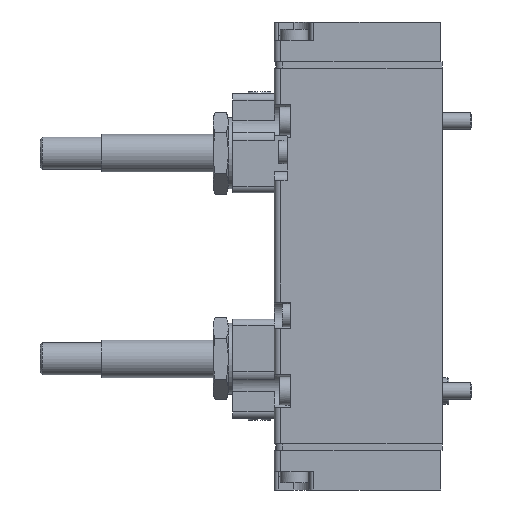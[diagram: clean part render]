
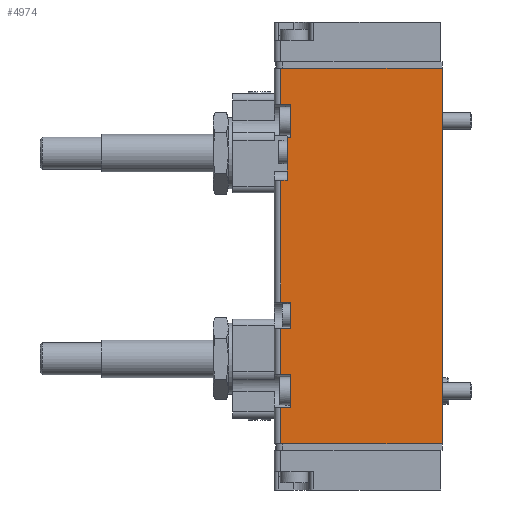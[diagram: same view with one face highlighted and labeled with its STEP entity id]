
A CAD part, left-side view. The second image highlights one B-rep face of the part: STEP entity #4974.
In plain terms, the highlighted planar face has unit normal (-1, 0.018, 0).
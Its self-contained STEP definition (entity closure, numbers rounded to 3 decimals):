
#144=LINE('',#7767,#554);
#150=LINE('',#7780,#560);
#151=LINE('',#7782,#561);
#152=LINE('',#7784,#562);
#153=LINE('',#7786,#563);
#154=LINE('',#7788,#564);
#155=LINE('',#7790,#565);
#156=LINE('',#7792,#566);
#157=LINE('',#7794,#567);
#158=LINE('',#7796,#568);
#159=LINE('',#7798,#569);
#160=LINE('',#7800,#570);
#161=LINE('',#7802,#571);
#162=LINE('',#7804,#572);
#163=LINE('',#7806,#573);
#164=LINE('',#7808,#574);
#165=LINE('',#7810,#575);
#166=LINE('',#7812,#576);
#554=VECTOR('',#6052,1000.);
#560=VECTOR('',#6062,1000.);
#561=VECTOR('',#6063,1000.);
#562=VECTOR('',#6064,1000.);
#563=VECTOR('',#6065,1000.);
#564=VECTOR('',#6066,1000.);
#565=VECTOR('',#6067,1000.);
#566=VECTOR('',#6068,1000.);
#567=VECTOR('',#6069,1000.);
#568=VECTOR('',#6070,1000.);
#569=VECTOR('',#6071,1000.);
#570=VECTOR('',#6072,1000.);
#571=VECTOR('',#6073,1000.);
#572=VECTOR('',#6074,1000.);
#573=VECTOR('',#6075,1000.);
#574=VECTOR('',#6076,1000.);
#575=VECTOR('',#6077,1000.);
#576=VECTOR('',#6078,1000.);
#942=PLANE('',#5350);
#1516=ORIENTED_EDGE('',*,*,#2968,.F.);
#1517=ORIENTED_EDGE('',*,*,#2969,.T.);
#1518=ORIENTED_EDGE('',*,*,#2970,.T.);
#1519=ORIENTED_EDGE('',*,*,#2971,.F.);
#1520=ORIENTED_EDGE('',*,*,#2972,.F.);
#1521=ORIENTED_EDGE('',*,*,#2973,.F.);
#1522=ORIENTED_EDGE('',*,*,#2974,.T.);
#1523=ORIENTED_EDGE('',*,*,#2975,.F.);
#1524=ORIENTED_EDGE('',*,*,#2976,.F.);
#1525=ORIENTED_EDGE('',*,*,#2977,.F.);
#1526=ORIENTED_EDGE('',*,*,#2978,.T.);
#1527=ORIENTED_EDGE('',*,*,#2979,.T.);
#1528=ORIENTED_EDGE('',*,*,#2980,.F.);
#1529=ORIENTED_EDGE('',*,*,#2981,.F.);
#1530=ORIENTED_EDGE('',*,*,#2982,.T.);
#1531=ORIENTED_EDGE('',*,*,#2983,.F.);
#1532=ORIENTED_EDGE('',*,*,#2984,.F.);
#1533=ORIENTED_EDGE('',*,*,#2962,.F.);
#2962=EDGE_CURVE('',#3673,#3674,#144,.T.);
#2968=EDGE_CURVE('',#3679,#3673,#150,.T.);
#2969=EDGE_CURVE('',#3679,#3680,#151,.T.);
#2970=EDGE_CURVE('',#3680,#3681,#152,.T.);
#2971=EDGE_CURVE('',#3682,#3681,#153,.T.);
#2972=EDGE_CURVE('',#3683,#3682,#154,.T.);
#2973=EDGE_CURVE('',#3684,#3683,#155,.T.);
#2974=EDGE_CURVE('',#3684,#3685,#156,.T.);
#2975=EDGE_CURVE('',#3686,#3685,#157,.T.);
#2976=EDGE_CURVE('',#3687,#3686,#158,.T.);
#2977=EDGE_CURVE('',#3688,#3687,#159,.T.);
#2978=EDGE_CURVE('',#3688,#3689,#160,.T.);
#2979=EDGE_CURVE('',#3689,#3690,#161,.T.);
#2980=EDGE_CURVE('',#3691,#3690,#162,.T.);
#2981=EDGE_CURVE('',#3692,#3691,#163,.T.);
#2982=EDGE_CURVE('',#3692,#3693,#164,.T.);
#2983=EDGE_CURVE('',#3694,#3693,#165,.T.);
#2984=EDGE_CURVE('',#3674,#3694,#166,.T.);
#3673=VERTEX_POINT('',#7766);
#3674=VERTEX_POINT('',#7768);
#3679=VERTEX_POINT('',#7781);
#3680=VERTEX_POINT('',#7783);
#3681=VERTEX_POINT('',#7785);
#3682=VERTEX_POINT('',#7787);
#3683=VERTEX_POINT('',#7789);
#3684=VERTEX_POINT('',#7791);
#3685=VERTEX_POINT('',#7793);
#3686=VERTEX_POINT('',#7795);
#3687=VERTEX_POINT('',#7797);
#3688=VERTEX_POINT('',#7799);
#3689=VERTEX_POINT('',#7801);
#3690=VERTEX_POINT('',#7803);
#3691=VERTEX_POINT('',#7805);
#3692=VERTEX_POINT('',#7807);
#3693=VERTEX_POINT('',#7809);
#3694=VERTEX_POINT('',#7811);
#4158=EDGE_LOOP('',(#1516,#1517,#1518,#1519,#1520,#1521,#1522,#1523,#1524,
#1525,#1526,#1527,#1528,#1529,#1530,#1531,#1532,#1533));
#4550=FACE_BOUND('',#4158,.T.);
#4974=ADVANCED_FACE('',(#4550),#942,.F.);
#5350=AXIS2_PLACEMENT_3D('',#7779,#6060,#6061);
#6052=DIRECTION('',(-0.017,-1.,0.));
#6060=DIRECTION('',(1.,-0.017,0.));
#6061=DIRECTION('',(0.017,1.,0.));
#6062=DIRECTION('',(0.,0.,1.));
#6063=DIRECTION('',(0.017,1.,0.));
#6064=DIRECTION('',(0.,0.,-1.));
#6065=DIRECTION('',(0.017,1.,0.));
#6066=DIRECTION('',(0.,0.,1.));
#6067=DIRECTION('',(-0.017,-1.,0.));
#6068=DIRECTION('',(0.,0.,-1.));
#6069=DIRECTION('',(0.017,1.,0.));
#6070=DIRECTION('',(0.,0.,1.));
#6071=DIRECTION('',(-0.017,-1.,0.));
#6072=DIRECTION('',(0.,0.,-1.));
#6073=DIRECTION('',(-0.017,-1.,0.));
#6074=DIRECTION('',(0.,0.,-1.));
#6075=DIRECTION('',(-0.017,-1.,0.));
#6076=DIRECTION('',(0.,0.,-1.));
#6077=DIRECTION('',(0.017,1.,0.));
#6078=DIRECTION('',(0.,0.,1.));
#7766=CARTESIAN_POINT('',(-21.18,47.,36.));
#7767=CARTESIAN_POINT('',(-21.144,49.035,36.));
#7768=CARTESIAN_POINT('',(-21.197,46.,36.));
#7779=CARTESIAN_POINT('',(-21.144,49.035,59.));
#7780=CARTESIAN_POINT('',(-21.18,47.,59.));
#7781=CARTESIAN_POINT('',(-21.18,47.,23.));
#7782=CARTESIAN_POINT('',(-21.144,49.035,23.));
#7783=CARTESIAN_POINT('',(-21.144,49.035,23.));
#7784=CARTESIAN_POINT('',(-21.144,49.035,59.));
#7785=CARTESIAN_POINT('',(-21.144,49.035,-14.));
#7786=CARTESIAN_POINT('',(-21.144,49.035,-14.));
#7787=CARTESIAN_POINT('',(-21.197,46.,-14.));
#7788=CARTESIAN_POINT('',(-21.197,46.,59.));
#7789=CARTESIAN_POINT('',(-21.197,46.,-22.));
#7790=CARTESIAN_POINT('',(-21.144,49.035,-22.));
#7791=CARTESIAN_POINT('',(-21.144,49.035,-22.));
#7792=CARTESIAN_POINT('',(-21.144,49.035,59.));
#7793=CARTESIAN_POINT('',(-21.144,49.035,-36.));
#7794=CARTESIAN_POINT('',(-21.144,49.035,-36.));
#7795=CARTESIAN_POINT('',(-21.197,46.,-36.));
#7796=CARTESIAN_POINT('',(-21.197,46.,59.));
#7797=CARTESIAN_POINT('',(-21.197,46.,-46.));
#7798=CARTESIAN_POINT('',(-21.144,49.035,-46.));
#7799=CARTESIAN_POINT('',(-21.144,49.035,-46.));
#7800=CARTESIAN_POINT('',(-21.144,49.035,59.));
#7801=CARTESIAN_POINT('',(-21.144,49.035,-57.));
#7802=CARTESIAN_POINT('',(-21.144,49.035,-57.));
#7803=CARTESIAN_POINT('',(-22.,0.,-57.));
#7804=CARTESIAN_POINT('',(-22.,0.,59.));
#7805=CARTESIAN_POINT('',(-22.,0.,57.));
#7806=CARTESIAN_POINT('',(-21.144,49.035,57.));
#7807=CARTESIAN_POINT('',(-21.144,49.035,57.));
#7808=CARTESIAN_POINT('',(-21.144,49.035,59.));
#7809=CARTESIAN_POINT('',(-21.144,49.035,46.));
#7810=CARTESIAN_POINT('',(-21.144,49.035,46.));
#7811=CARTESIAN_POINT('',(-21.197,46.,46.));
#7812=CARTESIAN_POINT('',(-21.197,46.,59.));
